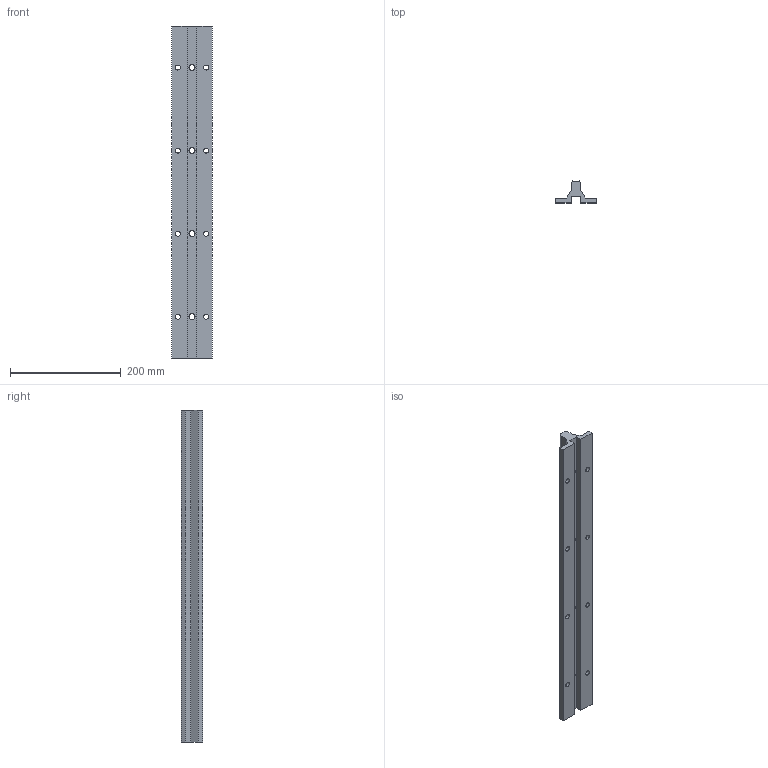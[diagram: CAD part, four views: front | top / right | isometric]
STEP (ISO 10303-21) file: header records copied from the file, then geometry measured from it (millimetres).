
FILE_DESCRIPTION (( 'STEP AP214' ), '1' );
FILE_NAME ('KWS50-30 T1-T2.step', '2021-11-27T10:23:41', ( '' ), ( '' ), 'SwSTEP 2.0', 'SolidWorks 2021', '' );
FILE_SCHEMA (( 'AUTOMOTIVE_DESIGN' ));
Length unit declared in the file: millimetre
Products named in the file (1): KWS50-30 T1-T2
Bounding box: 74 x 39.01 x 599.5 mm (x, y, z)
Volume: 603291.7 mm3; surface area: 145124.4 mm2
Topology: 1 solids, 1 shells, 43 faces, 127 edges, 82 vertices
Faces by surface type: cylinder 24, plane 19
Entity records: 1519 total; most frequent: CARTESIAN_POINT 277, ORIENTED_EDGE 254, DIRECTION 247, EDGE_CURVE 127, AXIS2_PLACEMENT_3D 84, VERTEX_POINT 82, LINE 79, VECTOR 79
